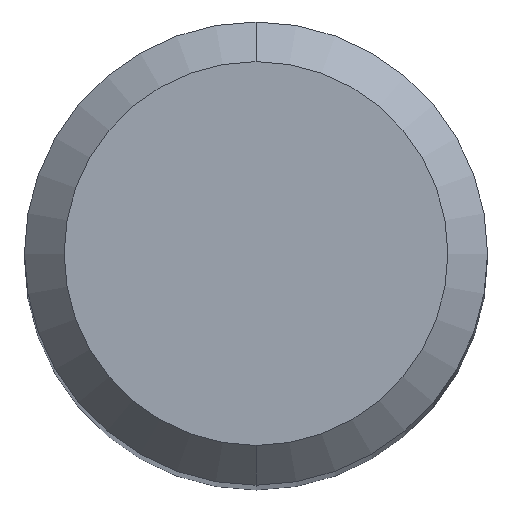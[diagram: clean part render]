
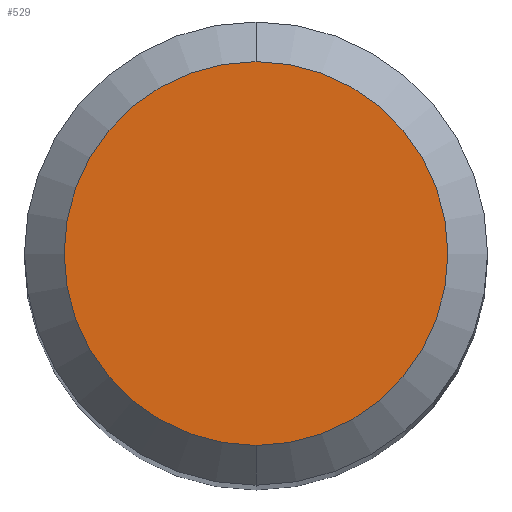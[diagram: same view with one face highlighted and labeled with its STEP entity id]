
A CAD part, top view. The second image highlights one B-rep face of the part: STEP entity #529.
In plain terms, the highlighted planar face has unit normal (0, 0, 1).
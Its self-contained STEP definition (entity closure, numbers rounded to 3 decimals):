
#217=VERTEX_POINT('',#576);
#303=VERTEX_POINT('',#673);
#337=EDGE_CURVE('',#303,#217,#710,.T.);
#489=EDGE_CURVE('',#217,#303,#877,.T.);
#529=ADVANCED_FACE('',(#920),#921,.T.);
#576=CARTESIAN_POINT('',(0.0,1.45,0.0));
#673=CARTESIAN_POINT('',(0.,-1.45,0.0));
#710=CIRCLE('',#1178,1.45);
#877=CIRCLE('',#1568,1.45);
#920=FACE_OUTER_BOUND('',#1633,.T.);
#921=PLANE('',#1634);
#1178=AXIS2_PLACEMENT_3D('',#1850,#1851,#1852);
#1568=AXIS2_PLACEMENT_3D('',#2029,#2030,#2031);
#1633=EDGE_LOOP('',(#2067,#2068));
#1634=AXIS2_PLACEMENT_3D('',#2069,#2070,#2071);
#1850=CARTESIAN_POINT('',(0.0,0.0,0.0));
#1851=DIRECTION('',(0.0,0.0,-1.0));
#1852=DIRECTION('',(0.0,1.0,0.0));
#2029=CARTESIAN_POINT('',(0.0,0.0,0.0));
#2030=DIRECTION('',(0.0,0.0,-1.0));
#2031=DIRECTION('',(0.0,1.0,0.0));
#2067=ORIENTED_EDGE('',*,*,#489,.F.);
#2068=ORIENTED_EDGE('',*,*,#337,.F.);
#2069=CARTESIAN_POINT('',(0.0,0.725,0.0));
#2070=DIRECTION('',(-0.0,0.0,1.0));
#2071=DIRECTION('',(0.0,-1.0,0.0));
